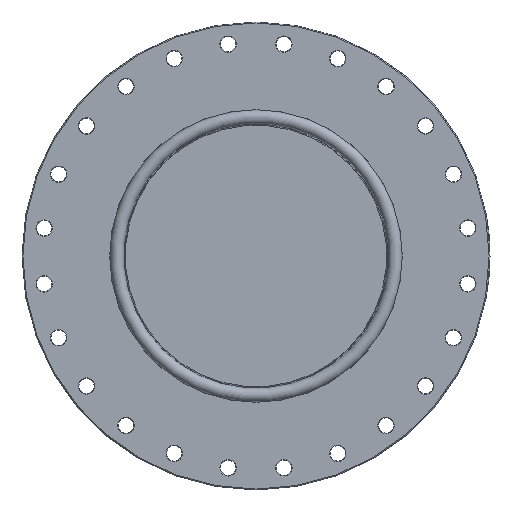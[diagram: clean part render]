
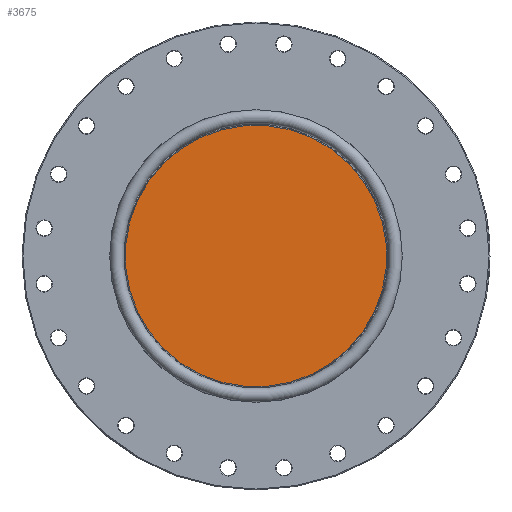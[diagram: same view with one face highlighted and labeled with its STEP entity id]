
A CAD part, front view. The second image highlights one B-rep face of the part: STEP entity #3675.
In plain terms, the highlighted face is planar.
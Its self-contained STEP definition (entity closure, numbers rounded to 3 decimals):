
#425=PLANE('',#4134);
#628=FACE_OUTER_BOUND('',#897,.T.);
#897=EDGE_LOOP('',(#3413));
#1475=CIRCLE('',#4135,70.98);
#1824=VERTEX_POINT('',#19232);
#2355=EDGE_CURVE('',#1824,#1824,#1475,.T.);
#3413=ORIENTED_EDGE('',*,*,#2355,.F.);
#3675=ADVANCED_FACE('',(#628),#425,.T.);
#4134=AXIS2_PLACEMENT_3D('',#19231,#5024,#5025);
#4135=AXIS2_PLACEMENT_3D('',#19233,#5026,#5027);
#5024=DIRECTION('center_axis',(0.,0.,1.));
#5025=DIRECTION('ref_axis',(1.,0.,0.));
#5026=DIRECTION('center_axis',(0.,0.,-1.));
#5027=DIRECTION('ref_axis',(1.,0.,0.));
#19231=CARTESIAN_POINT('Origin',(-70.98,0.,8.));
#19232=CARTESIAN_POINT('',(70.98,0.,8.));
#19233=CARTESIAN_POINT('Origin',(0.,0.,8.));
